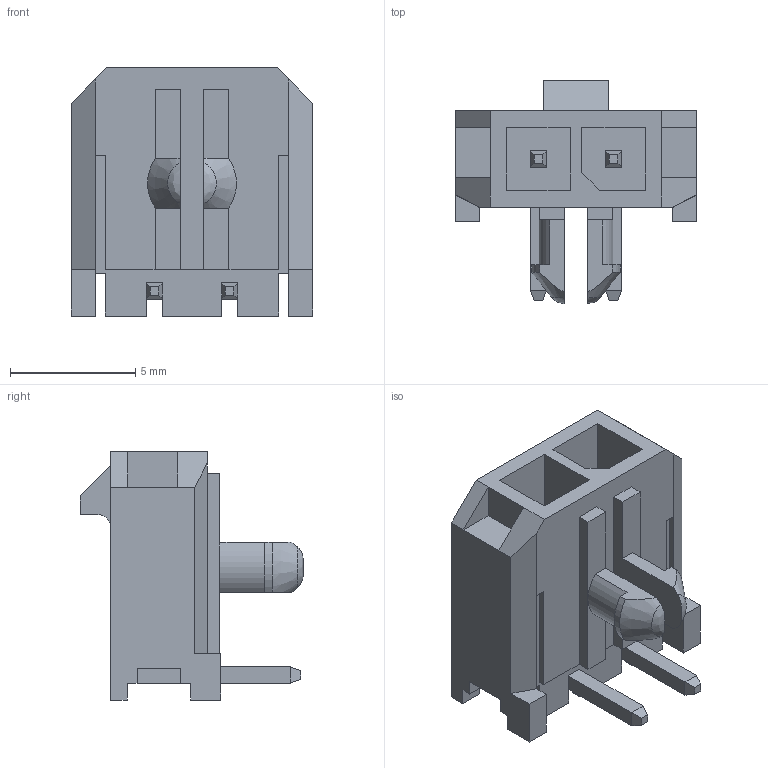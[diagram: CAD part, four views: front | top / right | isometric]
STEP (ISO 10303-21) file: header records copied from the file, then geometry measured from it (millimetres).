
FILE_DESCRIPTION(/* description */ (''),/* implementation_level */ '2;1');
FILE_NAME(/* name */ '436500200__MICROFITsingleRow2x1PIN_rightANGLE.stp',/* time_stamp */ '2020-03-16T12:36:43+01:00',/* author */ ('franc'),/* organization */ (''),/* preprocessor_version */ 'ST-DEVELOPER v18',/* originating_system */ 'Autodesk Inventor 2020',/* authorisation */ '');
FILE_SCHEMA (('AUTOMOTIVE_DESIGN { 1 0 10303 214 3 1 1 }'));
Length unit declared in the file: millimetre
Products named in the file (1): 436500200
Bounding box: 9.65 x 8.9 x 9.9 mm (x, y, z)
Volume: 268.3 mm3; surface area: 622.3 mm2
Topology: 2 solids, 2 shells, 190 faces, 499 edges, 318 vertices
Faces by surface type: plane 181, cylinder 5, cone 2, bspline 2
Entity records: 5929 total; most frequent: CARTESIAN_POINT 1087, ORIENTED_EDGE 998, DIRECTION 881, EDGE_CURVE 499, LINE 475, VECTOR 475, VERTEX_POINT 318, AXIS2_PLACEMENT_3D 203
